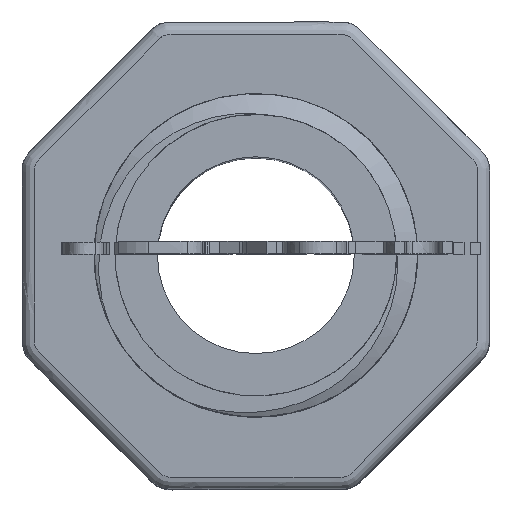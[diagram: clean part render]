
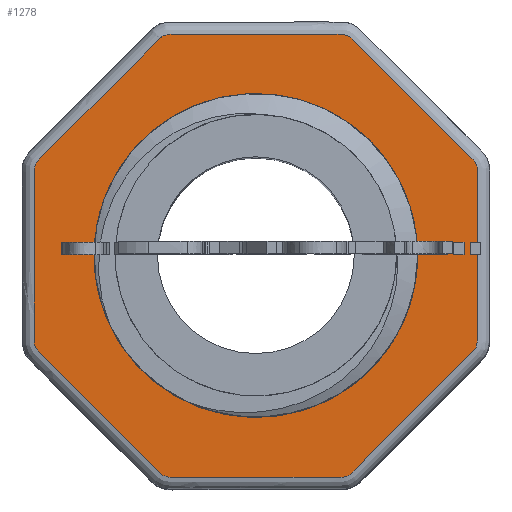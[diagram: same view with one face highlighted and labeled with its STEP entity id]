
A CAD part, top view. The second image highlights one B-rep face of the part: STEP entity #1278.
In plain terms, the highlighted planar face has unit normal (0, 0, 1).
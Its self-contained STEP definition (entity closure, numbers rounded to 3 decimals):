
#1278=ADVANCED_FACE('',(#1802,#1803),#1588,.F.);
#1588=PLANE('',#5527);
#1778=CIRCLE('',#5525,6.579);
#1779=CIRCLE('',#5526,5.723);
#1802=FACE_BOUND('',#1852,.T.);
#1803=FACE_BOUND('',#1853,.T.);
#1852=EDGE_LOOP('',(#2188));
#1853=EDGE_LOOP('',(#2189,#2190,#2191,#2192));
#2188=ORIENTED_EDGE('',*,*,#4192,.T.);
#2189=ORIENTED_EDGE('',*,*,#4193,.F.);
#2190=ORIENTED_EDGE('',*,*,#4194,.F.);
#2191=ORIENTED_EDGE('',*,*,#4195,.F.);
#2192=ORIENTED_EDGE('',*,*,#4196,.T.);
#3688=VERTEX_POINT('',#6613);
#3689=VERTEX_POINT('',#6620);
#3690=VERTEX_POINT('',#6621);
#3691=VERTEX_POINT('',#6623);
#3692=VERTEX_POINT('',#6630);
#4192=EDGE_CURVE('',#3688,#3688,#4942,.T.);
#4193=EDGE_CURVE('',#3689,#3690,#4943,.T.);
#4194=EDGE_CURVE('',#3691,#3689,#1778,.T.);
#4195=EDGE_CURVE('',#3692,#3691,#4944,.T.);
#4196=EDGE_CURVE('',#3692,#3690,#1779,.T.);
#4942=B_SPLINE_CURVE_WITH_KNOTS('',3,(#6552,#6553,#6554,#6555,#6556,#6557,
#6558,#6559,#6560,#6561,#6562,#6563,#6564,#6565,#6566,#6567,#6568,#6569,
#6570,#6571,#6572,#6573,#6574,#6575,#6576,#6577,#6578,#6579,#6580,#6581,
#6582,#6583,#6584,#6585,#6586,#6587,#6588,#6589,#6590,#6591,#6592,#6593,
#6594,#6595,#6596,#6597,#6598,#6599,#6600,#6601,#6602,#6603,#6604,#6605,
#6606,#6607,#6608,#6609,#6610,#6611,#6612),.UNSPECIFIED.,.T.,.F.,(2,2,2,
2,2,1,1,2,2,2,1,1,2,2,2,1,1,2,2,2,1,2,2,2,1,1,2,2,2,1,1,2,2,1,1,1,1,2,2,
2),(-0.008,0.,0.125,0.133,0.141,
0.156,0.187,0.25,0.266,
0.281,0.312,0.375,0.383,
0.391,0.398,0.406,0.437,
0.5,0.516,0.531,0.562,
0.625,0.633,0.641,0.656,
0.687,0.75,0.758,0.766,
0.781,0.812,0.875,0.891,
0.906,0.937,0.969,0.984,
0.992,1.,1.125),.UNSPECIFIED.);
#4943=B_SPLINE_CURVE_WITH_KNOTS('',3,(#6614,#6615,#6616,#6617,#6618,#6619),
 .UNSPECIFIED.,.F.,.F.,(4,2,4),(0.,0.5,1.),.UNSPECIFIED.);
#4944=B_SPLINE_CURVE_WITH_KNOTS('',3,(#6624,#6625,#6626,#6627,#6628,#6629),
 .UNSPECIFIED.,.F.,.F.,(4,2,4),(0.,0.5,1.),.UNSPECIFIED.);
#5525=AXIS2_PLACEMENT_3D('',#6622,#5752,#5753);
#5526=AXIS2_PLACEMENT_3D('',#6631,#5754,#5755);
#5527=AXIS2_PLACEMENT_3D('',#6632,#5756,#5757);
#5752=DIRECTION('',(0.,0.,1.));
#5753=DIRECTION('',(1.,0.,0.));
#5754=DIRECTION('',(0.,0.,-1.));
#5755=DIRECTION('',(-1.,0.,0.));
#5756=DIRECTION('',(0.,0.,-1.));
#5757=DIRECTION('',(-1.,0.,0.));
#6552=CARTESIAN_POINT('',(422.213,1296.541,-4.));
#6553=CARTESIAN_POINT('',(420.484,1294.811,-4.));
#6554=CARTESIAN_POINT('',(418.856,1293.184,-4.));
#6555=CARTESIAN_POINT('',(417.126,1291.454,-4.));
#6556=CARTESIAN_POINT('',(417.022,1291.343,-4.));
#6557=CARTESIAN_POINT('',(416.968,1291.059,-4.));
#6558=CARTESIAN_POINT('',(416.986,1290.911,-4.));
#6559=CARTESIAN_POINT('',(416.986,1290.474,-4.));
#6560=CARTESIAN_POINT('',(416.986,1289.601,-4.));
#6561=CARTESIAN_POINT('',(416.986,1287.563,-4.));
#6562=CARTESIAN_POINT('',(416.986,1285.817,-4.));
#6563=CARTESIAN_POINT('',(416.986,1284.361,-4.));
#6564=CARTESIAN_POINT('',(416.897,1284.043,-4.));
#6565=CARTESIAN_POINT('',(417.245,1283.527,-4.));
#6566=CARTESIAN_POINT('',(417.498,1283.346,-4.));
#6567=CARTESIAN_POINT('',(418.148,1282.695,-4.));
#6568=CARTESIAN_POINT('',(419.448,1281.395,-4.));
#6569=CARTESIAN_POINT('',(420.857,1279.987,-4.));
#6570=CARTESIAN_POINT('',(421.832,1279.012,-4.));
#6571=CARTESIAN_POINT('',(422.048,1278.795,-4.));
#6572=CARTESIAN_POINT('',(422.149,1278.668,-4.));
#6573=CARTESIAN_POINT('',(422.441,1278.563,-4.));
#6574=CARTESIAN_POINT('',(422.604,1278.586,-4.));
#6575=CARTESIAN_POINT('',(422.918,1278.586,-4.));
#6576=CARTESIAN_POINT('',(423.704,1278.586,-4.));
#6577=CARTESIAN_POINT('',(425.747,1278.586,-4.));
#6578=CARTESIAN_POINT('',(427.633,1278.586,-4.));
#6579=CARTESIAN_POINT('',(429.205,1278.586,-4.));
#6580=CARTESIAN_POINT('',(429.561,1278.494,-4.));
#6581=CARTESIAN_POINT('',(430.067,1278.888,-4.));
#6582=CARTESIAN_POINT('',(430.268,1279.14,-4.));
#6583=CARTESIAN_POINT('',(430.946,1279.818,-4.));
#6584=CARTESIAN_POINT('',(432.301,1281.174,-4.));
#6585=CARTESIAN_POINT('',(433.657,1282.529,-4.));
#6586=CARTESIAN_POINT('',(434.674,1283.546,-4.));
#6587=CARTESIAN_POINT('',(434.802,1283.646,-4.));
#6588=CARTESIAN_POINT('',(434.986,1283.907,-4.));
#6589=CARTESIAN_POINT('',(434.986,1284.074,-4.));
#6590=CARTESIAN_POINT('',(434.986,1284.544,-4.));
#6591=CARTESIAN_POINT('',(434.986,1285.485,-4.));
#6592=CARTESIAN_POINT('',(434.986,1287.679,-4.));
#6593=CARTESIAN_POINT('',(434.986,1289.56,-4.));
#6594=CARTESIAN_POINT('',(434.986,1290.971,-4.));
#6595=CARTESIAN_POINT('',(435.012,1291.13,-4.));
#6596=CARTESIAN_POINT('',(434.895,1291.438,-4.));
#6597=CARTESIAN_POINT('',(434.76,1291.54,-4.));
#6598=CARTESIAN_POINT('',(434.419,1291.88,-4.));
#6599=CARTESIAN_POINT('',(433.738,1292.561,-4.));
#6600=CARTESIAN_POINT('',(432.149,1294.15,-4.));
#6601=CARTESIAN_POINT('',(430.787,1295.512,-4.));
#6602=CARTESIAN_POINT('',(429.652,1296.647,-4.));
#6603=CARTESIAN_POINT('',(429.271,1296.586,-4.));
#6604=CARTESIAN_POINT('',(428.618,1296.586,-4.));
#6605=CARTESIAN_POINT('',(427.637,1296.586,-4.));
#6606=CARTESIAN_POINT('',(426.002,1296.586,-4.));
#6607=CARTESIAN_POINT('',(424.367,1296.586,-4.));
#6608=CARTESIAN_POINT('',(423.223,1296.586,-4.));
#6609=CARTESIAN_POINT('',(422.733,1296.586,-4.));
#6610=CARTESIAN_POINT('',(422.406,1296.586,-4.));
#6611=CARTESIAN_POINT('',(422.213,1296.541,-4.));
#6612=CARTESIAN_POINT('',(420.484,1294.811,-4.));
#6613=CARTESIAN_POINT('',(422.111,1296.439,-4.));
#6614=CARTESIAN_POINT('',(429.051,1281.765,-4.));
#6615=CARTESIAN_POINT('',(430.898,1282.891,-4.));
#6616=CARTESIAN_POINT('',(432.112,1284.948,-4.));
#6617=CARTESIAN_POINT('',(432.156,1289.29,-4.));
#6618=CARTESIAN_POINT('',(430.955,1291.399,-4.));
#6619=CARTESIAN_POINT('',(429.04,1292.425,-4.));
#6620=CARTESIAN_POINT('',(429.051,1281.765,-4.));
#6621=CARTESIAN_POINT('',(429.04,1292.425,-4.));
#6622=CARTESIAN_POINT('',(425.986,1287.586,-4.));
#6623=CARTESIAN_POINT('',(424.679,1281.138,-4.));
#6624=CARTESIAN_POINT('',(421.699,1291.377,-4.));
#6625=CARTESIAN_POINT('',(420.151,1289.858,-4.));
#6626=CARTESIAN_POINT('',(419.595,1287.47,-4.));
#6627=CARTESIAN_POINT('',(420.834,1283.362,-4.));
#6628=CARTESIAN_POINT('',(422.586,1281.7,-4.));
#6629=CARTESIAN_POINT('',(424.679,1281.138,-4.));
#6630=CARTESIAN_POINT('',(421.699,1291.377,-4.));
#6631=CARTESIAN_POINT('',(425.986,1287.586,-4.));
#6632=CARTESIAN_POINT('',(427.092,1278.086,-4.));
